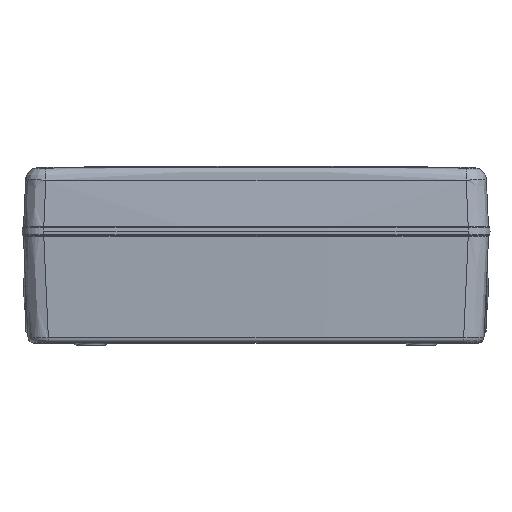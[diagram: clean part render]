
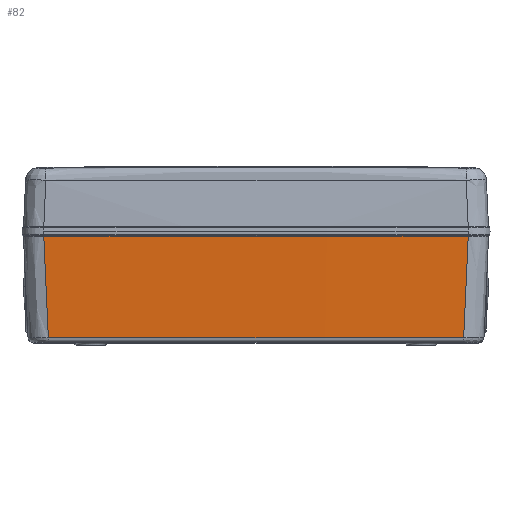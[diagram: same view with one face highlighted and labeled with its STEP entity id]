
A CAD part, top view. The second image highlights one B-rep face of the part: STEP entity #82.
In plain terms, the highlighted toroidal (fillet/blend) face has major radius 1000.61 mm and minor radius 1000 mm.
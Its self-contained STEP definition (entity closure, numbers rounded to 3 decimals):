
#44=AXIS2_PLACEMENT_3D('Torus Axis2P3D',#41,#42,#43) ;
#58=AXIS2_PLACEMENT_3D('Circle Axis2P3D',#56,#57,$) ;
#73=AXIS2_PLACEMENT_3D('Circle Axis2P3D',#71,#72,$) ;
#41=CARTESIAN_POINT('Axis2P3D Location',(0.,29.099,-1965.)) ;
#47=CARTESIAN_POINT('Control Point',(-40.201,-25.555,33.71)) ;
#48=CARTESIAN_POINT('Control Point',(-40.559,-19.007,34.062)) ;
#49=CARTESIAN_POINT('Control Point',(-40.852,-12.455,34.35)) ;
#50=CARTESIAN_POINT('Control Point',(-41.081,-5.9,34.575)) ;
#51=CARTESIAN_POINT('Vertex',(-40.201,-25.555,33.71)) ;
#53=CARTESIAN_POINT('Vertex',(-41.081,-5.9,34.575)) ;
#56=CARTESIAN_POINT('Axis2P3D Location',(0.,-25.555,-1965.)) ;
#60=CARTESIAN_POINT('Vertex',(40.201,-25.555,33.71)) ;
#64=CARTESIAN_POINT('Control Point',(41.081,-5.9,34.575)) ;
#65=CARTESIAN_POINT('Control Point',(40.852,-12.455,34.35)) ;
#66=CARTESIAN_POINT('Control Point',(40.559,-19.007,34.062)) ;
#67=CARTESIAN_POINT('Control Point',(40.201,-25.555,33.71)) ;
#68=CARTESIAN_POINT('Vertex',(41.081,-5.9,34.575)) ;
#71=CARTESIAN_POINT('Axis2P3D Location',(0.,-5.9,-1965.)) ;
#42=DIRECTION('Axis2P3D Direction',(0.,1.,0.)) ;
#43=DIRECTION('Axis2P3D XDirection',(-0.023,0.,1.)) ;
#57=DIRECTION('Axis2P3D Direction',(0.,1.,0.)) ;
#72=DIRECTION('Axis2P3D Direction',(0.,1.,0.)) ;
#77=ORIENTED_EDGE('',*,*,#55,.F.) ;
#78=ORIENTED_EDGE('',*,*,#62,.T.) ;
#79=ORIENTED_EDGE('',*,*,#70,.F.) ;
#80=ORIENTED_EDGE('',*,*,#75,.F.) ;
#82=ADVANCED_FACE('MANIFOLD_SOLID_BREP #71635',(#81),#45,.T.) ;
#46=B_SPLINE_CURVE_WITH_KNOTS('',3,(#47,#48,#49,#50),.UNSPECIFIED.,.F.,.U.,(4,4),(0.,27.841),.UNSPECIFIED.) ;
#63=B_SPLINE_CURVE_WITH_KNOTS('',3,(#64,#65,#66,#67),.UNSPECIFIED.,.F.,.U.,(4,4),(0.,27.841),.UNSPECIFIED.) ;
#59=CIRCLE('generated circle',#58,1999.115) ;
#74=CIRCLE('generated circle',#73,1999.997) ;
#45=TOROIDAL_SURFACE('homeo Torus',#44,1000.609,1000.) ;
#55=EDGE_CURVE('',#52,#54,#46,.T.) ;
#62=EDGE_CURVE('',#52,#61,#59,.T.) ;
#70=EDGE_CURVE('',#69,#61,#63,.T.) ;
#75=EDGE_CURVE('',#54,#69,#74,.T.) ;
#76=EDGE_LOOP('',(#77,#78,#79,#80)) ;
#81=FACE_OUTER_BOUND('',#76,.T.) ;
#52=VERTEX_POINT('',#51) ;
#54=VERTEX_POINT('',#53) ;
#61=VERTEX_POINT('',#60) ;
#69=VERTEX_POINT('',#68) ;
